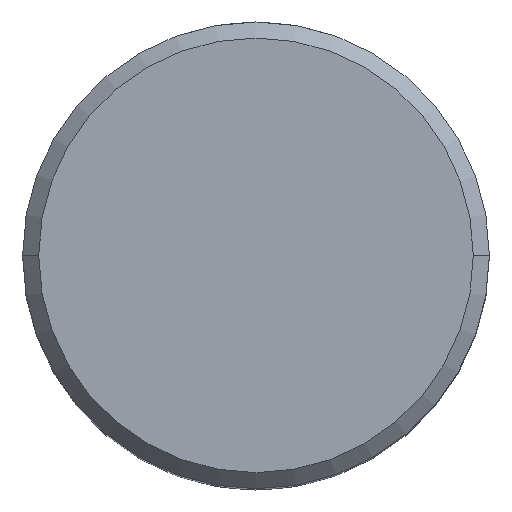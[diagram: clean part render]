
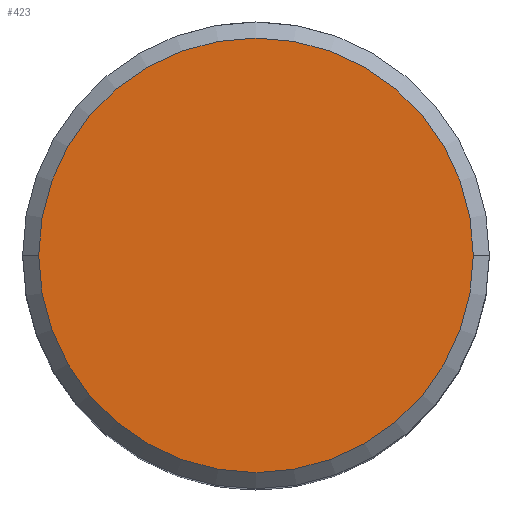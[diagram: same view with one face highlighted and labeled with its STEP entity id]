
A CAD part, top view. The second image highlights one B-rep face of the part: STEP entity #423.
In plain terms, the highlighted planar face has unit normal (0, 0, 1).
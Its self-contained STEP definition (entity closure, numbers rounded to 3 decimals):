
#41 = EDGE_CURVE ( 'NONE', #692, #470, #620, .T. ) ;
#71 = AXIS2_PLACEMENT_3D ( 'NONE', #827, #290, #73 ) ;
#73 = DIRECTION ( 'NONE',  ( 1., 0., 0. ) ) ;
#96 = EDGE_CURVE ( 'NONE', #470, #692, #460, .T. ) ;
#147 = AXIS2_PLACEMENT_3D ( 'NONE', #447, #648, #191 ) ;
#191 = DIRECTION ( 'NONE',  ( 1., 0., 0. ) ) ;
#290 = DIRECTION ( 'NONE',  ( 0., 0., 1. ) ) ;
#312 = CARTESIAN_POINT ( 'NONE',  ( 0., 0., 45. ) ) ;
#317 = ORIENTED_EDGE ( 'NONE', *, *, #96, .T. ) ;
#391 = DIRECTION ( 'NONE',  ( 1., 0., 0. ) ) ;
#413 = PLANE ( 'NONE',  #71 ) ;
#423 = ADVANCED_FACE ( 'NONE', ( #823 ), #413, .T. ) ;
#447 = CARTESIAN_POINT ( 'NONE',  ( 0., 0., 45. ) ) ;
#460 = CIRCLE ( 'NONE', #531, 13.5 ) ;
#470 = VERTEX_POINT ( 'NONE', #613 ) ;
#531 = AXIS2_PLACEMENT_3D ( 'NONE', #312, #582, #391 ) ;
#554 = EDGE_LOOP ( 'NONE', ( #771, #317 ) ) ;
#582 = DIRECTION ( 'NONE',  ( 0., 0., 1. ) ) ;
#613 = CARTESIAN_POINT ( 'NONE',  ( 13.5, 0., 45. ) ) ;
#620 = CIRCLE ( 'NONE', #147, 13.5 ) ;
#648 = DIRECTION ( 'NONE',  ( 0., 0., 1. ) ) ;
#692 = VERTEX_POINT ( 'NONE', #710 ) ;
#710 = CARTESIAN_POINT ( 'NONE',  ( -13.5, 0., 45. ) ) ;
#771 = ORIENTED_EDGE ( 'NONE', *, *, #41, .T. ) ;
#823 = FACE_OUTER_BOUND ( 'NONE', #554, .T. ) ;
#827 = CARTESIAN_POINT ( 'NONE',  ( 0., 0., 45. ) ) ;
